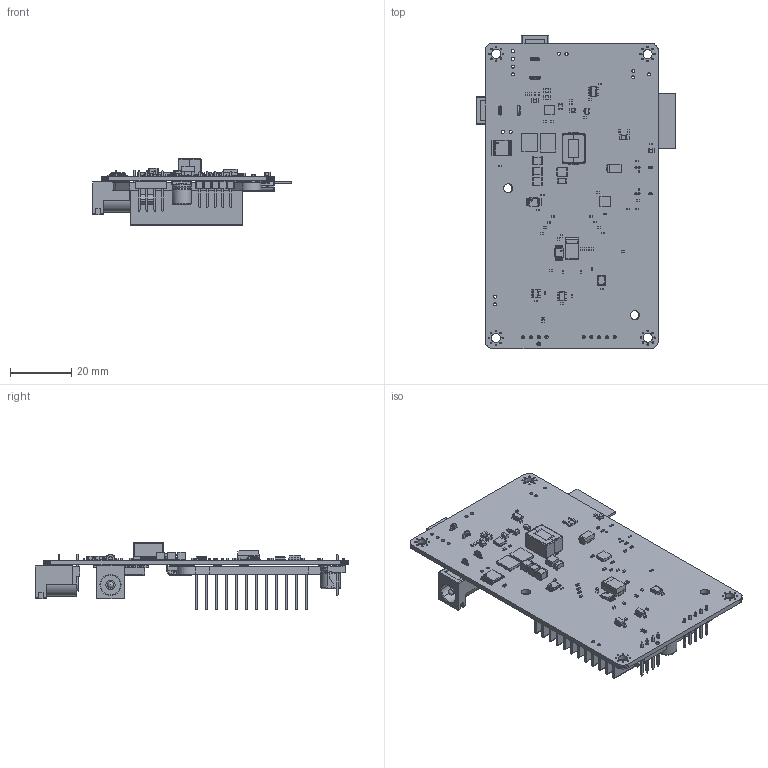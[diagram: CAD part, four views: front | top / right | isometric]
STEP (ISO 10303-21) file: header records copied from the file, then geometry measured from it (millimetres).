
FILE_DESCRIPTION(('KiCad electronic assembly'),'2;1');
FILE_NAME('bitaxeUltra.step','2023-10-26T19:46:42',('Pcbnew'),('Kicad'), 'Open CASCADE STEP processor 7.7','KiCad to STEP converter','Unknown' );
FILE_SCHEMA(('AUTOMOTIVE_DESIGN { 1 0 10303 214 1 1 1 1 }'));
Length unit declared in the file: millimetre
Products named in the file (60): bitaxeUltra 1; C_0805_2012Metric; SOLID; C_0402_1005Metric; D_SMA; TSSOP-16_4.4x5mm_P0.65mm; R_0402_1005Metric; SOT-323_SC-70; XTAL_SC32S-7PF20PPM_EPS; COMPOUND; SOT-23-5; TSSOP-8_3x3mm_P0.65mm; TXB0104RGYR; FP1006V2-R; CP_EIA-7343-31_Kemet-D; DQH0008A; DRC0010J; 2R5TPE220MAFB; C_1210_3225Metric; oscillator3.2x2.5; C_1206_3216Metric; TSOT-23-5_RIT; 470531000; PinHeader_1x05_P2.54mm_Vertical; USB_C_Receptacle_GCT_USB4105-xx-A_16P_TopMnt_Horizontal; ESP32-S3-WROOM-1-N8R2--3DModel-STEP-56544; Bitaxe_Heatsink; CP_Elec_6.3x7.7; CUI_DEVICES_PJ-037AH; CS1213AG-tr; _autosave-bitaxeUltra PCB
Assembly tree (118 placements, depth 3):
  bitaxeUltra 1
    C_0805_2012Metric  x6
      SOLID
    C_0402_1005Metric  x35
      SOLID
    D_SMA
      SOLID
    TSSOP-16_4.4x5mm_P0.65mm
      SOLID
    R_0402_1005Metric  x14
      SOLID
    SOT-323_SC-70
      SOLID
    XTAL_SC32S-7PF20PPM_EPS
      COMPOUND
    SOT-23-5  x2
      SOLID
    TSSOP-8_3x3mm_P0.65mm  x2
      SOLID
    TXB0104RGYR
      COMPOUND
    FP1006V2-R
      COMPOUND
    CP_EIA-7343-31_Kemet-D
      SOLID
    DQH0008A  x2
      COMPOUND
    DRC0010J
      COMPOUND
    2R5TPE220MAFB
      COMPOUND
    C_1210_3225Metric  x3
      SOLID
    oscillator3.2x2.5
      COMPOUND
    C_1206_3216Metric
      SOLID
    TSOT-23-5_RIT
      COMPOUND
    470531000
      COMPOUND
    PinHeader_1x05_P2.54mm_Vertical
      SOLID
    USB_C_Receptacle_GCT_USB4105-xx-A_16P_TopMnt_Horizontal
      COMPOUND
    ESP32-S3-WROOM-1-N8R2--3DModel-STEP-56544
      COMPOUND
    Bitaxe_Heatsink
      SOLID
    CP_Elec_6.3x7.7
      SOLID
    CUI_DEVICES_PJ-037AH  x2
      COMPOUND
    CS1213AG-tr  x2
      SOLID
      SOLID
      SOLID
      COMPOUND
      COMPOUND
    _autosave-bitaxeUltra PCB
Bounding box: 64.98 x 102.25 x 22.06 mm (x, y, z)
Volume: 20211.5 mm3; surface area: 33769.1 mm2
Topology: 244 solids, 258 shells, 6280 faces, 16242 edges, 10539 vertices
Faces by surface type: plane 4406, cylinder 1600, bspline 198, sphere 34, cone 21, torus 20, revolution 1
Full cylindrical faces by diameter (mm): 0.09 x1, 0.3 x8, 0.5 x37, 0.65 x2, 0.991 x3, 1 x15, 1.067 x4, 1.295 x1, 3 x8, 6.3 x2
Entity records: 284336 total; most frequent: CARTESIAN_POINT 54029, DIRECTION 40068, LINE 27942, VECTOR 27942, ORIENTED_EDGE 21099, PCURVE 21099, DEFINITIONAL_REPRESENTATION 21099, EDGE_CURVE 10552
